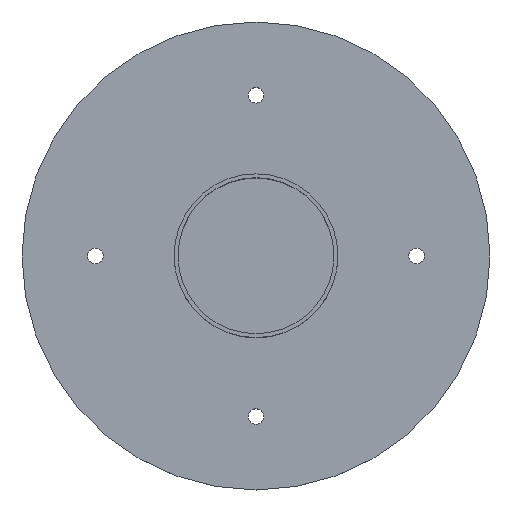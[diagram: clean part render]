
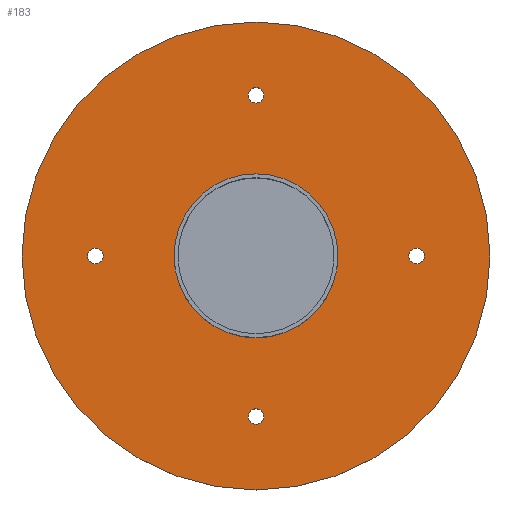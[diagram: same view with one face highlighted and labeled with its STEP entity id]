
A CAD part, top view. The second image highlights one B-rep face of the part: STEP entity #183.
In plain terms, the highlighted planar face has unit normal (0, 0, 1).
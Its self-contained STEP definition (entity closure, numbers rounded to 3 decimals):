
#20=FACE_BOUND('',#56,.T.);
#21=FACE_BOUND('',#57,.T.);
#22=FACE_BOUND('',#58,.T.);
#23=FACE_BOUND('',#59,.T.);
#24=FACE_BOUND('',#60,.T.);
#28=PLANE('',#222);
#39=FACE_OUTER_BOUND('',#55,.T.);
#55=EDGE_LOOP('',(#160));
#56=EDGE_LOOP('',(#161));
#57=EDGE_LOOP('',(#162));
#58=EDGE_LOOP('',(#163));
#59=EDGE_LOOP('',(#164));
#60=EDGE_LOOP('',(#165));
#76=CIRCLE('',#200,5.);
#78=CIRCLE('',#203,5.);
#80=CIRCLE('',#206,5.);
#82=CIRCLE('',#209,5.);
#85=CIRCLE('',#214,150.);
#88=CIRCLE('',#221,52.5);
#90=VERTEX_POINT('',#286);
#92=VERTEX_POINT('',#292);
#94=VERTEX_POINT('',#298);
#96=VERTEX_POINT('',#304);
#99=VERTEX_POINT('',#313);
#102=VERTEX_POINT('',#325);
#105=EDGE_CURVE('',#90,#90,#76,.T.);
#108=EDGE_CURVE('',#92,#92,#78,.T.);
#111=EDGE_CURVE('',#94,#94,#80,.T.);
#114=EDGE_CURVE('',#96,#96,#82,.T.);
#118=EDGE_CURVE('',#99,#99,#85,.T.);
#122=EDGE_CURVE('',#102,#102,#88,.T.);
#160=ORIENTED_EDGE('',*,*,#118,.F.);
#161=ORIENTED_EDGE('',*,*,#105,.T.);
#162=ORIENTED_EDGE('',*,*,#108,.T.);
#163=ORIENTED_EDGE('',*,*,#111,.T.);
#164=ORIENTED_EDGE('',*,*,#114,.T.);
#165=ORIENTED_EDGE('',*,*,#122,.T.);
#183=ADVANCED_FACE('',(#39,#20,#21,#22,#23,#24),#28,.T.);
#200=AXIS2_PLACEMENT_3D('',#288,#230,#231);
#203=AXIS2_PLACEMENT_3D('',#294,#237,#238);
#206=AXIS2_PLACEMENT_3D('',#300,#244,#245);
#209=AXIS2_PLACEMENT_3D('',#306,#251,#252);
#214=AXIS2_PLACEMENT_3D('',#315,#262,#263);
#221=AXIS2_PLACEMENT_3D('',#326,#277,#278);
#222=AXIS2_PLACEMENT_3D('',#328,#280,#281);
#230=DIRECTION('center_axis',(0.,0.,
-1.));
#231=DIRECTION('ref_axis',(0.,1.,0.));
#237=DIRECTION('center_axis',(0.,0.,
-1.));
#238=DIRECTION('ref_axis',(-1.,0.,0.));
#244=DIRECTION('center_axis',(0.,0.,
-1.));
#245=DIRECTION('ref_axis',(0.,-1.,0.));
#251=DIRECTION('center_axis',(0.,0.,
-1.));
#252=DIRECTION('ref_axis',(1.,0.,0.));
#262=DIRECTION('center_axis',(0.,0.,
-1.));
#263=DIRECTION('ref_axis',(1.,0.,0.));
#277=DIRECTION('center_axis',(0.,0.,
-1.));
#278=DIRECTION('ref_axis',(1.,0.,0.));
#280=DIRECTION('center_axis',(0.,0.,
1.));
#281=DIRECTION('ref_axis',(0.,-1.,0.));
#286=CARTESIAN_POINT('',(103.,-2.,6.));
#288=CARTESIAN_POINT('Origin',(103.,3.,6.));
#292=CARTESIAN_POINT('',(5.,106.,6.));
#294=CARTESIAN_POINT('Origin',(0.,106.,6.));
#298=CARTESIAN_POINT('',(-103.,8.,6.));
#300=CARTESIAN_POINT('Origin',(-103.,3.,6.));
#304=CARTESIAN_POINT('',(-5.,-100.,6.));
#306=CARTESIAN_POINT('Origin',(0.,-100.,6.));
#313=CARTESIAN_POINT('',(-150.,3.,6.));
#315=CARTESIAN_POINT('Origin',(0.,3.,6.));
#325=CARTESIAN_POINT('',(-52.5,3.,6.));
#326=CARTESIAN_POINT('Origin',(0.,3.,6.));
#328=CARTESIAN_POINT('Origin',(150.,3.,6.));
